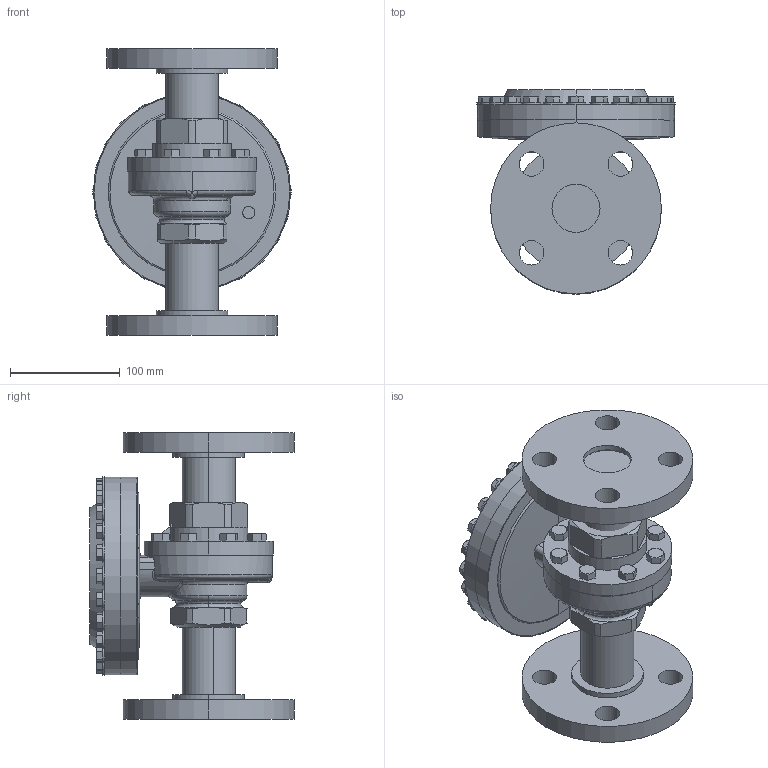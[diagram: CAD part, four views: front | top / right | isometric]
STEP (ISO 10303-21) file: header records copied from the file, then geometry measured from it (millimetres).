
FILE_DESCRIPTION (( 'STEP AP203' ), '1' );
FILE_NAME ('56-150-BR+DI-F3.step', '2017-10-04T15:18:34', ( '' ), ( '' ), 'SwSTEP 2.0', 'SolidWorks 2014', '' );
FILE_SCHEMA (( 'CONFIG_CONTROL_DESIGN' ));
Length unit declared in the file: inch
Products named in the file (1): 56-150-BR+DI-F3
Bounding box: 180.98 x 185.76 x 260.35 mm (x, y, z)
Volume: 2520787.4 mm3; surface area: 375338.9 mm2
Topology: 63 solids, 63 shells, 913 faces, 1904 edges, 1161 vertices
Faces by surface type: plane 401, cone 299, cylinder 184, torus 19, bspline 10
Entity records: 26719 total; most frequent: CARTESIAN_POINT 7681, DIRECTION 3956, ORIENTED_EDGE 3806, EDGE_CURVE 1903, AXIS2_PLACEMENT_3D 1622, VERTEX_POINT 1161, EDGE_LOOP 978, FACE_OUTER_BOUND 913
